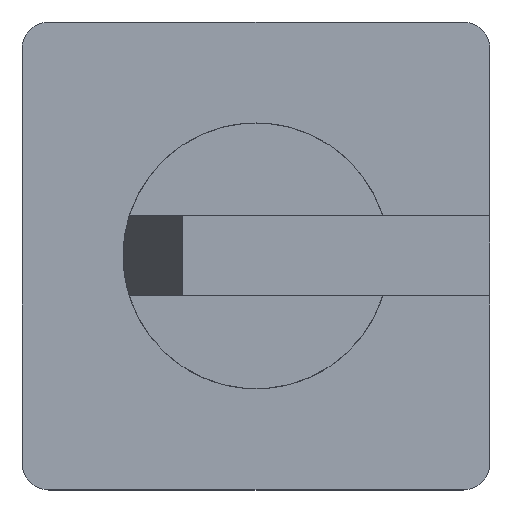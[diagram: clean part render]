
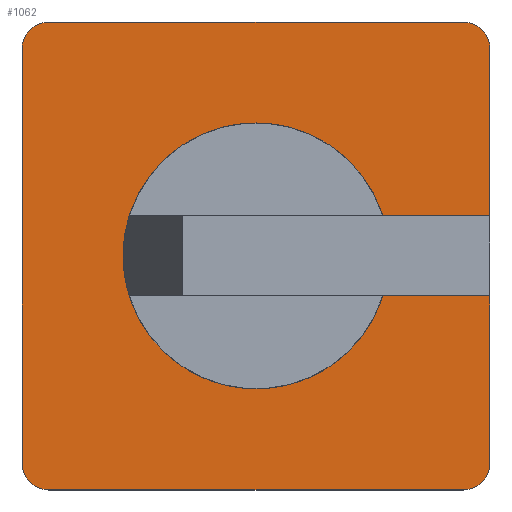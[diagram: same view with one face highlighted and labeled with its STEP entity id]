
A CAD part, top view. The second image highlights one B-rep face of the part: STEP entity #1062.
In plain terms, the highlighted planar face has unit normal (0, 0, 1).
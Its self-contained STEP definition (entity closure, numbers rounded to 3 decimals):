
#843=CARTESIAN_POINT('',(-39.,39.,8.));
#844=DIRECTION('',(0.,0.,1.));
#845=DIRECTION('',(0.,1.,0.));
#846=AXIS2_PLACEMENT_3D('',#843,#844,#845);
#848=DIRECTION('',(-1.,0.,0.));
#849=VECTOR('',#848,78.);
#850=CARTESIAN_POINT('',(39.,44.,8.));
#851=LINE('',#850,#849);
#852=CARTESIAN_POINT('',(39.,39.,8.));
#853=DIRECTION('',(0.,0.,1.));
#854=DIRECTION('',(1.,0.,0.));
#855=AXIS2_PLACEMENT_3D('',#852,#853,#854);
#857=DIRECTION('',(0.,1.,0.));
#858=VECTOR('',#857,78.);
#859=CARTESIAN_POINT('',(44.,-39.,8.));
#860=LINE('',#859,#858);
#861=CARTESIAN_POINT('',(39.,-39.,8.));
#862=DIRECTION('',(0.,0.,1.));
#863=DIRECTION('',(0.,-1.,0.));
#864=AXIS2_PLACEMENT_3D('',#861,#862,#863);
#866=DIRECTION('',(1.,0.,0.));
#867=VECTOR('',#866,78.);
#868=CARTESIAN_POINT('',(-39.,-44.,8.));
#869=LINE('',#868,#867);
#870=CARTESIAN_POINT('',(-39.,-39.,8.));
#871=DIRECTION('',(0.,0.,1.));
#872=DIRECTION('',(-1.,0.,0.));
#873=AXIS2_PLACEMENT_3D('',#870,#871,#872);
#875=DIRECTION('',(0.,-1.,0.));
#876=VECTOR('',#875,78.);
#877=CARTESIAN_POINT('',(-44.,39.,8.));
#878=LINE('',#877,#876);
#883=CARTESIAN_POINT('',(-39.,44.,8.));
#884=VERTEX_POINT('',#883);
#885=CARTESIAN_POINT('',(-44.,39.,8.));
#886=VERTEX_POINT('',#885);
#891=CARTESIAN_POINT('',(44.,39.,8.));
#892=VERTEX_POINT('',#891);
#893=CARTESIAN_POINT('',(39.,44.,8.));
#894=VERTEX_POINT('',#893);
#899=CARTESIAN_POINT('',(39.,-44.,8.));
#900=VERTEX_POINT('',#899);
#901=CARTESIAN_POINT('',(44.,-39.,8.));
#902=VERTEX_POINT('',#901);
#907=CARTESIAN_POINT('',(-44.,-39.,8.));
#908=VERTEX_POINT('',#907);
#909=CARTESIAN_POINT('',(-39.,-44.,8.));
#910=VERTEX_POINT('',#909);
#1047=CARTESIAN_POINT('',(0.,0.,8.));
#1048=DIRECTION('',(0.,0.,1.));
#1049=DIRECTION('',(1.,0.,0.));
#1050=AXIS2_PLACEMENT_3D('',#1047,#1048,#1049);
#1051=PLANE('',#1050);
#1052=ORIENTED_EDGE('',*,*,#943,.F.);
#1053=ORIENTED_EDGE('',*,*,#959,.F.);
#1054=ORIENTED_EDGE('',*,*,#972,.F.);
#1055=ORIENTED_EDGE('',*,*,#987,.F.);
#1056=ORIENTED_EDGE('',*,*,#1000,.F.);
#1057=ORIENTED_EDGE('',*,*,#1015,.F.);
#1058=ORIENTED_EDGE('',*,*,#1028,.F.);
#1059=ORIENTED_EDGE('',*,*,#1040,.F.);
#1060=EDGE_LOOP('',(#1052,#1053,#1054,#1055,#1056,#1057,#1058,#1059));
#1061=FACE_OUTER_BOUND('',#1060,.F.);
#1062=ADVANCED_FACE('',(#1061),#1051,.T.);
#847=CIRCLE('',#846,5.);
#856=CIRCLE('',#855,5.);
#865=CIRCLE('',#864,5.);
#874=CIRCLE('',#873,5.);
#943=EDGE_CURVE('',#884,#886,#847,.T.);
#959=EDGE_CURVE('',#894,#884,#851,.T.);
#972=EDGE_CURVE('',#892,#894,#856,.T.);
#987=EDGE_CURVE('',#902,#892,#860,.T.);
#1000=EDGE_CURVE('',#900,#902,#865,.T.);
#1015=EDGE_CURVE('',#910,#900,#869,.T.);
#1028=EDGE_CURVE('',#908,#910,#874,.T.);
#1040=EDGE_CURVE('',#886,#908,#878,.T.);
